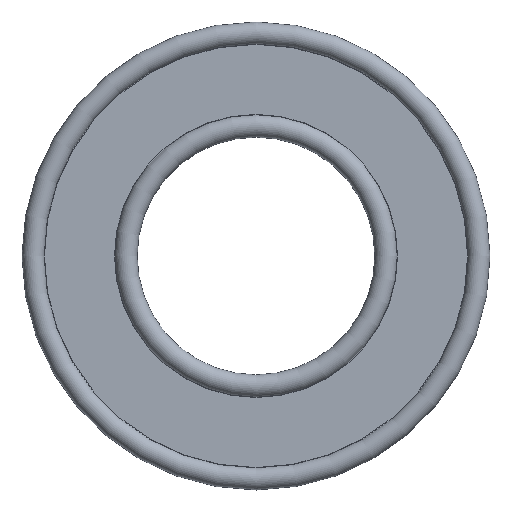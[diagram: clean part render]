
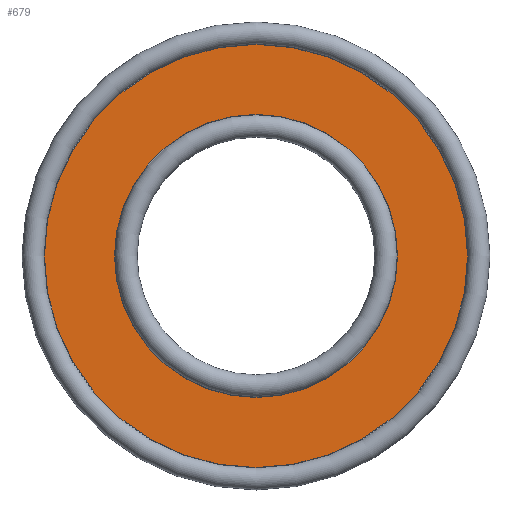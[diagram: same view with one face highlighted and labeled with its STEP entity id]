
A CAD part, top view. The second image highlights one B-rep face of the part: STEP entity #679.
In plain terms, the highlighted planar face has unit normal (0, 0, 1).
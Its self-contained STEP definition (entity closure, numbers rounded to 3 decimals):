
#579=FACE_BOUND('',#602,.T.);
#581=PLANE('',#734);
#593=FACE_OUTER_BOUND('',#601,.T.);
#601=EDGE_LOOP('',(#650));
#602=EDGE_LOOP('',(#651));
#610=CIRCLE('',#731,28.489);
#613=CIRCLE('',#735,19.053);
#624=VERTEX_POINT('',#853);
#626=VERTEX_POINT('',#859);
#632=EDGE_CURVE('',#624,#624,#610,.T.);
#635=EDGE_CURVE('',#626,#626,#613,.T.);
#650=ORIENTED_EDGE('',*,*,#632,.F.);
#651=ORIENTED_EDGE('',*,*,#635,.F.);
#679=ADVANCED_FACE('',(#593,#579),#581,.T.);
#731=AXIS2_PLACEMENT_3D('',#854,#773,#774);
#734=AXIS2_PLACEMENT_3D('',#858,#779,#780);
#735=AXIS2_PLACEMENT_3D('',#860,#781,#782);
#773=DIRECTION('center_axis',(0.,0.,-1.));
#774=DIRECTION('ref_axis',(1.,0.,0.));
#779=DIRECTION('center_axis',(0.,0.,1.));
#780=DIRECTION('ref_axis',(1.,0.,0.));
#781=DIRECTION('center_axis',(0.,0.,1.));
#782=DIRECTION('ref_axis',(1.,0.,0.));
#853=CARTESIAN_POINT('',(28.489,0.,1.925));
#854=CARTESIAN_POINT('Origin',(0.,0.,1.925));
#858=CARTESIAN_POINT('Origin',(-28.561,0.,1.925));
#859=CARTESIAN_POINT('',(19.053,0.,1.925));
#860=CARTESIAN_POINT('Origin',(0.,0.,1.925));
